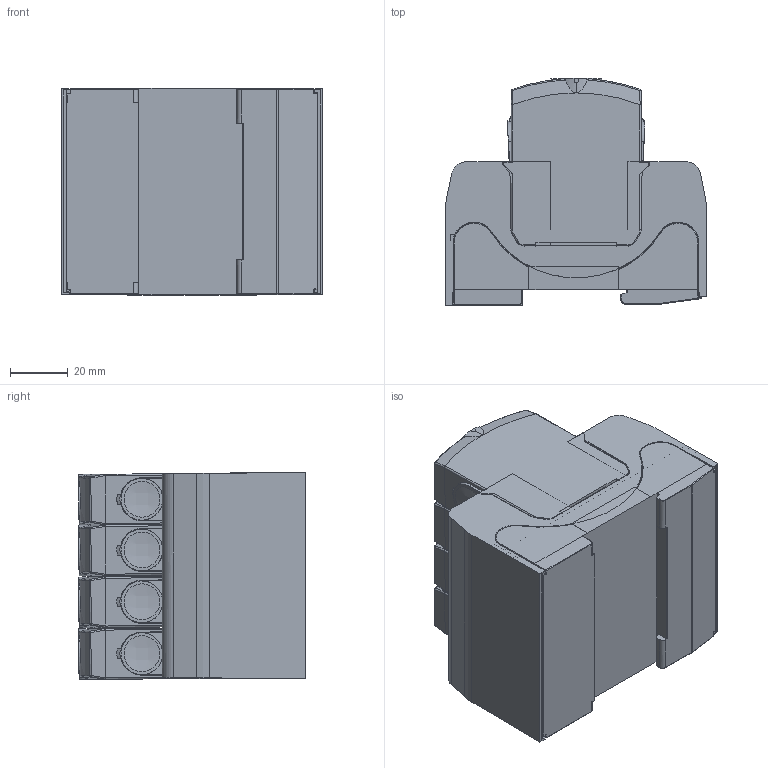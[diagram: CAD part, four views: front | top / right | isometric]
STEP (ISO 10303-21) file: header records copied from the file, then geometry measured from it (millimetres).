
FILE_DESCRIPTION (( 'STEP AP214' ), '1' );
FILE_NAME ('5095164.STP', '2020-08-12T07:44:48', ( '' ), ( '' ), 'SwSTEP 2.0', 'SolidWorks 2018', '' );
FILE_SCHEMA (( 'AUTOMOTIVE_DESIGN' ));
Length unit declared in the file: millimetre
Products named in the file (8): Oberteilgehaeuse; 069962; 5095164; 069961_Without_FS; Schublade; o; Sichtfenster_mit_Folie; Sichtfenster
Assembly tree (10 placements, depth 4):
  5095164
    069962
    069961_Without_FS
    o  x4
      Sichtfenster_mit_Folie
        Sichtfenster
      Schublade
      Oberteilgehaeuse
Bounding box: 90 x 78.29 x 71.47 mm (x, y, z)
Volume: 349819 mm3; surface area: 123610.9 mm2
Topology: 14 solids, 31 shells, 2084 faces, 5477 edges, 3439 vertices
Faces by surface type: plane 798, cylinder 629, bspline 481, cone 108, torus 68
Entity records: 59362 total; most frequent: CARTESIAN_POINT 21355, ORIENTED_EDGE 5956, DIRECTION 4411, EDGE_CURVE 2978, VERTEX_POINT 1849, AXIS2_PLACEMENT_3D 1477, VECTOR 1457, LINE 1457
